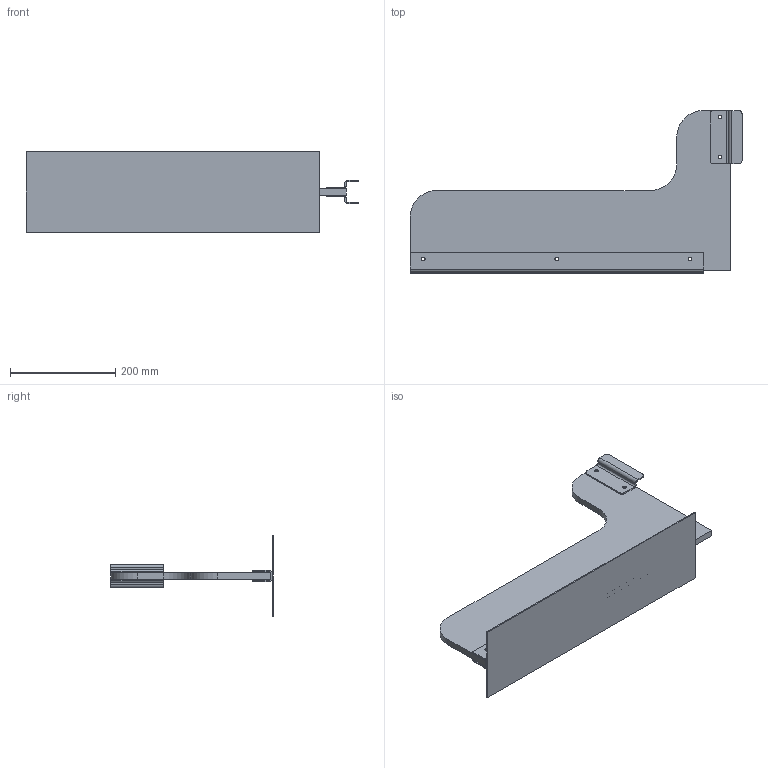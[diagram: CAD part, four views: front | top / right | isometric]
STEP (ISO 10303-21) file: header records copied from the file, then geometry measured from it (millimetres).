
FILE_DESCRIPTION(/* description */ (''),/* implementation_level */ '2;1');
FILE_NAME(/* name */ 'GE-17075_ASM_7_ASM.stp',/* time_stamp */ '2017-01-08T13:20:57-05:00',/* author */ ('jeff1'),/* organization */ (''),/* preprocessor_version */ 'ST-DEVELOPER v16.5',/* originating_system */ 'Autodesk Inventor 2017',/* authorisation */ '');
FILE_SCHEMA (('AUTOMOTIVE_DESIGN { 1 0 10303 214 3 1 1 }'));
Length unit declared in the file: inch
Products named in the file (6): GE-17075_ASM_7_ASM; GE-17076_ASM_6_ASM; GE-17076-01_4; GE-17076-02_6; GE-17077_6; GE-17078_7
Assembly tree (6 placements, depth 3):
  GE-17075_ASM_7_ASM
    GE-17076_ASM_6_ASM
      GE-17076-01_4
      GE-17076-02_6
    GE-17077_6
    GE-17078_7  x2
Bounding box: 632.34 x 310.25 x 152.4 mm (x, y, z)
Volume: 1728937.3 mm3; surface area: 544631.8 mm2
Topology: 5 solids, 5 shells, 82 faces, 216 edges, 144 vertices
Faces by surface type: plane 44, cylinder 38
Full cylindrical faces by diameter (mm): 6.731 x15
Entity records: 2082 total; most frequent: DIRECTION 353, CARTESIAN_POINT 331, ORIENTED_EDGE 298, EDGE_CURVE 149, AXIS2_PLACEMENT_3D 130, VERTEX_POINT 108, EDGE_LOOP 101, LINE 93
